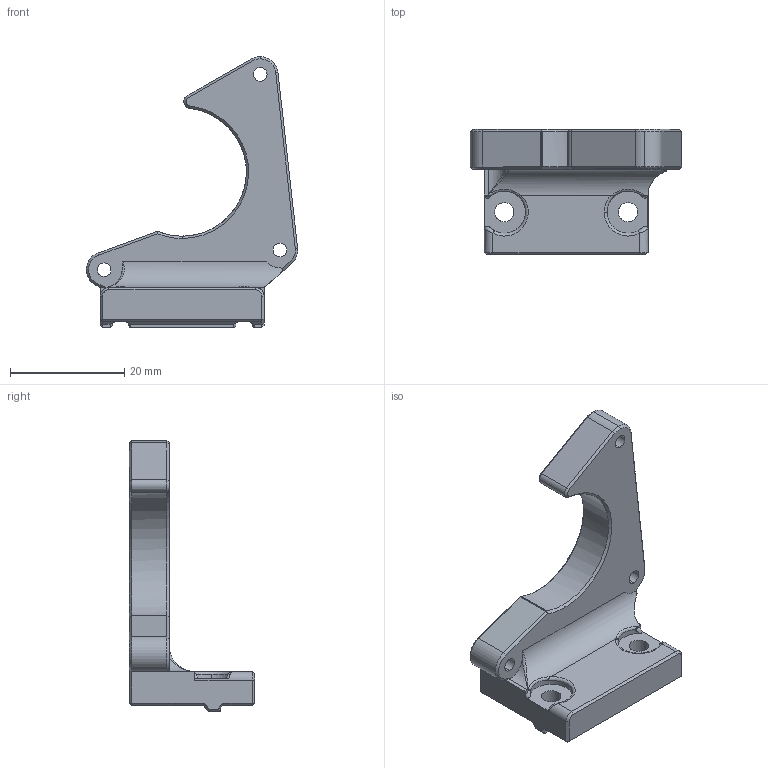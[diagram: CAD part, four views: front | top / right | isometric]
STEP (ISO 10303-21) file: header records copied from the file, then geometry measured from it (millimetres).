
FILE_DESCRIPTION (( 'STEP AP214' ), '1' );
FILE_NAME ('longboi_alt_z_motor_mount_nema17.STEP', '2021-10-14T18:43:19', ( '' ), ( '' ), 'SwSTEP 2.0', 'SolidWorks 2021', '' );
FILE_SCHEMA (( 'AUTOMOTIVE_DESIGN' ));
Length unit declared in the file: millimetre
Products named in the file (1): longboi_alt_z_motor_mount_nema17
Bounding box: 37.05 x 22 x 47.5 mm (x, y, z)
Volume: 8000.4 mm3; surface area: 3876.4 mm2
Topology: 1 solids, 1 shells, 146 faces, 365 edges, 215 vertices
Faces by surface type: plane 69, cone 31, cylinder 28, bspline 15, torus 3
Entity records: 5000 total; most frequent: CARTESIAN_POINT 1631, ORIENTED_EDGE 722, DIRECTION 654, EDGE_CURVE 361, AXIS2_PLACEMENT_3D 226, VERTEX_POINT 215, VECTOR 202, LINE 202
